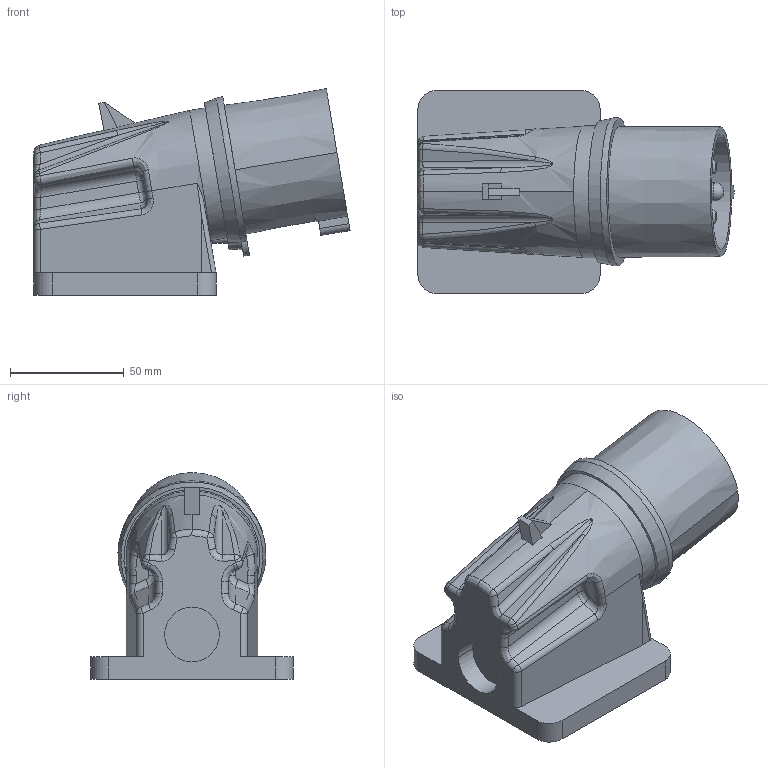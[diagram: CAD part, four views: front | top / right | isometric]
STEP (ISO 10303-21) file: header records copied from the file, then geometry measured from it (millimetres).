
FILE_DESCRIPTION((''),'2;1');
FILE_NAME('GW60415_ASM','2021-09-29T13:26:43',('User'),('Axiro Italia'),'CREO PARAMETRIC BY PTC INC, 2020354','CREO PARAMETRIC BY PTC INC, 2020354','');
FILE_SCHEMA(('CONFIG_CONTROL_DESIGN'));
Length unit declared in the file: millimetre
Products named in the file (3): GW60415_COMPONENTE_A_OR; GW60415_COMPONENTE_B_OR; GW60415_ASM
Assembly tree (2 placements, depth 2):
  GW60415_ASM
    GW60415_COMPONENTE_A_OR
    GW60415_COMPONENTE_B_OR
Bounding box: 138.86 x 89 x 90.85 mm (x, y, z)
Volume: 156199.6 mm3; surface area: 87334.7 mm2
Topology: 2 solids, 2 shells, 306 faces, 784 edges, 497 vertices
Faces by surface type: plane 136, cylinder 94, bspline 34, cone 28, sphere 12, torus 2
Entity records: 12018 total; most frequent: CARTESIAN_POINT 4749, ORIENTED_EDGE 1560, DIRECTION 1461, EDGE_CURVE 780, AXIS2_PLACEMENT_3D 578, VERTEX_POINT 497, EDGE_LOOP 325, FACE_OUTER_BOUND 306
